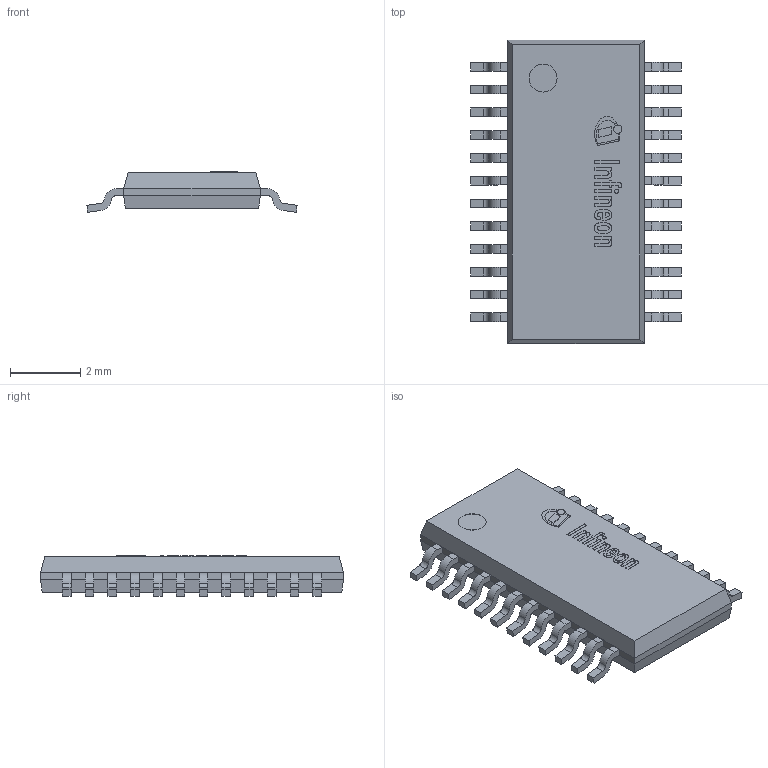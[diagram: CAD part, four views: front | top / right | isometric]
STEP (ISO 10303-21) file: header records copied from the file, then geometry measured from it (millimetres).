
FILE_DESCRIPTION(/* description */ (''),/* implementation_level */ '2;1');
FILE_NAME(/* name */ 'PG-TSDSO-24-75_Z8B00174970_V09_3D.stp',/* time_stamp */ '2023-03-29T16:11:36+06:00',/* author */ ('Subramani'),/* organization */ (''),/* preprocessor_version */ 'ST-DEVELOPER v16.13',/* originating_system */ 'AutoCAD Mechanical',/* authorisation */ '');
FILE_SCHEMA (('AUTOMOTIVE_DESIGN { 1 0 10303 214 3 1 1 }'));
Length unit declared in the file: millimetre
Products named in the file (1): Product
Bounding box: 6 x 8.65 x 1.16 mm (x, y, z)
Volume: 35.7 mm3; surface area: 301.6 mm2
Topology: 41 solids, 41 shells, 447 faces, 1092 edges, 728 vertices
Faces by surface type: plane 324, cylinder 105, bspline 18
Full cylindrical faces by diameter (mm): 0.117 x1, 0.238 x1, 0.8 x2
Entity records: 13366 total; most frequent: CARTESIAN_POINT 2710, ORIENTED_EDGE 2176, DIRECTION 2122, EDGE_CURVE 1088, LINE 842, VECTOR 842, VERTEX_POINT 728, AXIS2_PLACEMENT_3D 640
